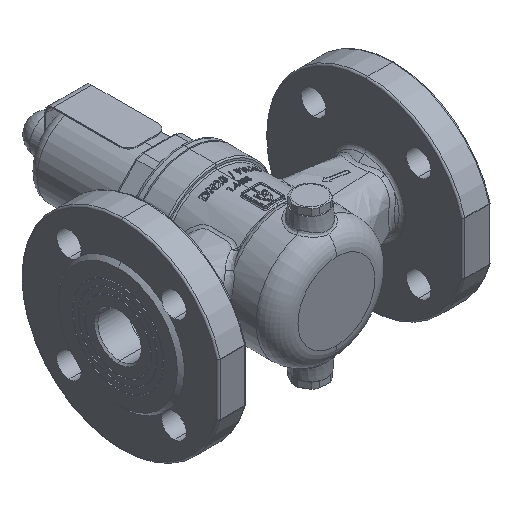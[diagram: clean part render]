
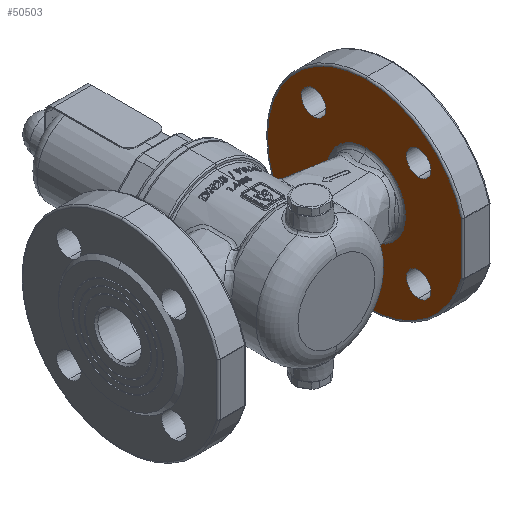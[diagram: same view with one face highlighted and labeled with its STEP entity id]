
A CAD part, isometric view. The second image highlights one B-rep face of the part: STEP entity #50503.
In plain terms, the highlighted planar face has unit normal (-1, 0, 0).
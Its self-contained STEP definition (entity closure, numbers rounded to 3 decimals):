
#4357 = EDGE_CURVE ( 'NONE', #11178, #11172, #55340, .T. ) ;
#4370 = EDGE_CURVE ( 'NONE', #10620, #11142, #55147, .T. ) ;
#4562 = EDGE_CURVE ( 'NONE', #11154, #11150, #55367, .T. ) ;
#4567 = EDGE_CURVE ( 'NONE', #11156, #11180, #55148, .T. ) ;
#4594 = EDGE_CURVE ( 'NONE', #10578, #10670, #55165, .T. ) ;
#8766 = EDGE_LOOP ( 'NONE', ( #11866, #11867, #11868, #11869 ) ) ;
#8853 = EDGE_LOOP ( 'NONE', ( #11877, #11876 ) ) ;
#8902 = EDGE_LOOP ( 'NONE', ( #11874, #11890 ) ) ;
#10578 = VERTEX_POINT ( 'NONE', #39819 ) ;
#10620 = VERTEX_POINT ( 'NONE', #39840 ) ;
#10670 = VERTEX_POINT ( 'NONE', #39865 ) ;
#10686 = VERTEX_POINT ( 'NONE', #39873 ) ;
#11020 = VERTEX_POINT ( 'NONE', #40040 ) ;
#11142 = VERTEX_POINT ( 'NONE', #40101 ) ;
#11150 = VERTEX_POINT ( 'NONE', #40105 ) ;
#11154 = VERTEX_POINT ( 'NONE', #40107 ) ;
#11156 = VERTEX_POINT ( 'NONE', #40108 ) ;
#11172 = VERTEX_POINT ( 'NONE', #40116 ) ;
#11178 = VERTEX_POINT ( 'NONE', #40119 ) ;
#11180 = VERTEX_POINT ( 'NONE', #40120 ) ;
#11232 = VERTEX_POINT ( 'NONE', #40146 ) ;
#11866 = ORIENTED_EDGE ( 'NONE', *, *, #59550, .T. ) ;
#11867 = ORIENTED_EDGE ( 'NONE', *, *, #59557, .T. ) ;
#11868 = ORIENTED_EDGE ( 'NONE', *, *, #40933, .T. ) ;
#11869 = ORIENTED_EDGE ( 'NONE', *, *, #44466, .T. ) ;
#11873 = ORIENTED_EDGE ( 'NONE', *, *, #4370, .F. ) ;
#11874 = ORIENTED_EDGE ( 'NONE', *, *, #4567, .F. ) ;
#11876 = ORIENTED_EDGE ( 'NONE', *, *, #40937, .F. ) ;
#11877 = ORIENTED_EDGE ( 'NONE', *, *, #4562, .F. ) ;
#11882 = ORIENTED_EDGE ( 'NONE', *, *, #44459, .F. ) ;
#11888 = ORIENTED_EDGE ( 'NONE', *, *, #40959, .F. ) ;
#11890 = ORIENTED_EDGE ( 'NONE', *, *, #44457, .F. ) ;
#11894 = ORIENTED_EDGE ( 'NONE', *, *, #4357, .F. ) ;
#11981 = ORIENTED_EDGE ( 'NONE', *, *, #4594, .T. ) ;
#12154 = ORIENTED_EDGE ( 'NONE', *, *, #44462, .T. ) ;
#12587 = CARTESIAN_POINT ( 'NONE',  ( 62., -54.5, -14.9 ) ) ;
#31100 = CARTESIAN_POINT ( 'NONE',  ( 62., 0., 0. ) ) ;
#31101 = DIRECTION ( 'NONE',  ( -1., 0., 0. ) ) ;
#31102 = DIRECTION ( 'NONE',  ( 0., 0., 1. ) ) ;
#31122 = CARTESIAN_POINT ( 'NONE',  ( 62., 0., 0. ) ) ;
#31123 = DIRECTION ( 'NONE',  ( -1., 0., 0. ) ) ;
#31124 = DIRECTION ( 'NONE',  ( 0., 0., 1. ) ) ;
#31801 = CIRCLE ( 'NONE', #31802, 56.5 ) ;
#31802 = AXIS2_PLACEMENT_3D ( 'NONE', #31100, #31101, #31102 ) ;
#31814 = CIRCLE ( 'NONE', #31817, 56.5 ) ;
#31817 = AXIS2_PLACEMENT_3D ( 'NONE', #31122, #31123, #31124 ) ;
#38915 = CARTESIAN_POINT ( 'NONE',  ( 62., -30.052, -30.052 ) ) ;
#38916 = DIRECTION ( 'NONE',  ( -1., 0., 0. ) ) ;
#38917 = DIRECTION ( 'NONE',  ( 0., 0., -1. ) ) ;
#39140 = CARTESIAN_POINT ( 'NONE',  ( 62., 0., 0. ) ) ;
#39141 = DIRECTION ( 'NONE',  ( 1., 0., 0. ) ) ;
#39142 = DIRECTION ( 'NONE',  ( 0., 0., -1. ) ) ;
#39819 = CARTESIAN_POINT ( 'NONE',  ( 62., 0., 22.5 ) ) ;
#39840 = CARTESIAN_POINT ( 'NONE',  ( 62., 30.052, 23.052 ) ) ;
#39865 = CARTESIAN_POINT ( 'NONE',  ( 62., 0., -22.5 ) ) ;
#39873 = CARTESIAN_POINT ( 'NONE',  ( 62., 0., -56.5 ) ) ;
#40040 = CARTESIAN_POINT ( 'NONE',  ( 62., 0., 56.5 ) ) ;
#40101 = CARTESIAN_POINT ( 'NONE',  ( 62., 30.052, 37.052 ) ) ;
#40105 = CARTESIAN_POINT ( 'NONE',  ( 62., -30.052, 37.052 ) ) ;
#40107 = CARTESIAN_POINT ( 'NONE',  ( 62., -30.052, 23.052 ) ) ;
#40108 = CARTESIAN_POINT ( 'NONE',  ( 62., -30.052, -37.052 ) ) ;
#40116 = CARTESIAN_POINT ( 'NONE',  ( 62., 30.052, -23.052 ) ) ;
#40119 = CARTESIAN_POINT ( 'NONE',  ( 62., 30.052, -37.052 ) ) ;
#40120 = CARTESIAN_POINT ( 'NONE',  ( 62., -30.052, -23.052 ) ) ;
#40146 = CARTESIAN_POINT ( 'NONE',  ( 62., -54.5, 14.9 ) ) ;
#40717 = CIRCLE ( 'NONE', #40722, 7. ) ;
#40718 = CIRCLE ( 'NONE', #40720, 7. ) ;
#40719 = VECTOR ( 'NONE', #81152, 1000. ) ;
#40720 = AXIS2_PLACEMENT_3D ( 'NONE', #81118, #81120, #81122 ) ;
#40721 = CIRCLE ( 'NONE', #40724, 22.5 ) ;
#40722 = AXIS2_PLACEMENT_3D ( 'NONE', #81127, #81129, #81131 ) ;
#40724 = AXIS2_PLACEMENT_3D ( 'NONE', #81136, #81138, #81140 ) ;
#40933 = EDGE_CURVE ( 'NONE', #10686, #47564, #67915, .T. ) ;
#40937 = EDGE_CURVE ( 'NONE', #11150, #11154, #68516, .T. ) ;
#40959 = EDGE_CURVE ( 'NONE', #11142, #10620, #67935, .T. ) ;
#44457 = EDGE_CURVE ( 'NONE', #11180, #11156, #40718, .T. ) ;
#44459 = EDGE_CURVE ( 'NONE', #11172, #11178, #40717, .T. ) ;
#44462 = EDGE_CURVE ( 'NONE', #10670, #10578, #40721, .T. ) ;
#44466 = EDGE_CURVE ( 'NONE', #47564, #11232, #81143, .T. ) ;
#44474 = EDGE_LOOP ( 'NONE', ( #11873, #11888 ) ) ;
#47564 = VERTEX_POINT ( 'NONE', #12587 ) ;
#50503 = ADVANCED_FACE ( 'NONE', ( #71840, #71842, #71844, #71846, #71839, #71841 ), #71843, .F. ) ;
#52165 = CARTESIAN_POINT ( 'NONE',  ( 62., 0., 0. ) ) ;
#52166 = DIRECTION ( 'NONE',  ( -1., 0., 0. ) ) ;
#52167 = DIRECTION ( 'NONE',  ( 0., 0., 1. ) ) ;
#52177 = CARTESIAN_POINT ( 'NONE',  ( 62., -30.052, 30.052 ) ) ;
#52178 = DIRECTION ( 'NONE',  ( -1., 0., 0. ) ) ;
#52179 = DIRECTION ( 'NONE',  ( 0., 0., -1. ) ) ;
#52357 = CARTESIAN_POINT ( 'NONE',  ( 62., 30.052, 30.052 ) ) ;
#52359 = DIRECTION ( 'NONE',  ( -1., 0., 0. ) ) ;
#52361 = DIRECTION ( 'NONE',  ( 0., 0., -1. ) ) ;
#55077 = AXIS2_PLACEMENT_3D ( 'NONE', #60349, #60350, #60351 ) ;
#55147 = CIRCLE ( 'NONE', #55077, 7. ) ;
#55148 = CIRCLE ( 'NONE', #55222, 7. ) ;
#55157 = AXIS2_PLACEMENT_3D ( 'NONE', #60962, #60963, #60964 ) ;
#55165 = CIRCLE ( 'NONE', #55319, 22.5 ) ;
#55222 = AXIS2_PLACEMENT_3D ( 'NONE', #38915, #38916, #38917 ) ;
#55223 = AXIS2_PLACEMENT_3D ( 'NONE', #60324, #60325, #60326 ) ;
#55319 = AXIS2_PLACEMENT_3D ( 'NONE', #39140, #39141, #39142 ) ;
#55340 = CIRCLE ( 'NONE', #55223, 7. ) ;
#55367 = CIRCLE ( 'NONE', #55157, 7. ) ;
#59550 = EDGE_CURVE ( 'NONE', #11232, #11020, #31801, .T. ) ;
#59557 = EDGE_CURVE ( 'NONE', #11020, #10686, #31814, .T. ) ;
#60324 = CARTESIAN_POINT ( 'NONE',  ( 62., 30.052, -30.052 ) ) ;
#60325 = DIRECTION ( 'NONE',  ( -1., 0., 0. ) ) ;
#60326 = DIRECTION ( 'NONE',  ( 0., 0., -1. ) ) ;
#60349 = CARTESIAN_POINT ( 'NONE',  ( 62., 30.052, 30.052 ) ) ;
#60350 = DIRECTION ( 'NONE',  ( -1., 0., 0. ) ) ;
#60351 = DIRECTION ( 'NONE',  ( 0., 0., -1. ) ) ;
#60962 = CARTESIAN_POINT ( 'NONE',  ( 62., -30.052, 30.052 ) ) ;
#60963 = DIRECTION ( 'NONE',  ( -1., 0., 0. ) ) ;
#60964 = DIRECTION ( 'NONE',  ( 0., 0., -1. ) ) ;
#63848 = EDGE_LOOP ( 'NONE', ( #11894, #11882 ) ) ;
#67908 = AXIS2_PLACEMENT_3D ( 'NONE', #52357, #52359, #52361 ) ;
#67915 = CIRCLE ( 'NONE', #68358, 56.5 ) ;
#67935 = CIRCLE ( 'NONE', #67908, 7. ) ;
#68068 = AXIS2_PLACEMENT_3D ( 'NONE', #52177, #52178, #52179 ) ;
#68358 = AXIS2_PLACEMENT_3D ( 'NONE', #52165, #52166, #52167 ) ;
#68516 = CIRCLE ( 'NONE', #68068, 7. ) ;
#71218 = EDGE_LOOP ( 'NONE', ( #12154, #11981 ) ) ;
#71839 = FACE_BOUND ( 'NONE', #71218, .T. ) ;
#71840 = FACE_BOUND ( 'NONE', #44474, .T. ) ;
#71841 = FACE_OUTER_BOUND ( 'NONE', #8766, .T. ) ;
#71842 = FACE_BOUND ( 'NONE', #8853, .T. ) ;
#71843 = PLANE ( 'NONE',  #72886 ) ;
#71844 = FACE_BOUND ( 'NONE', #8902, .T. ) ;
#71846 = FACE_BOUND ( 'NONE', #63848, .T. ) ;
#71856 = CARTESIAN_POINT ( 'NONE',  ( 62., 56.5, 0. ) ) ;
#71857 = DIRECTION ( 'NONE',  ( 1., 0., 0. ) ) ;
#71858 = DIRECTION ( 'NONE',  ( 0., 0., -1. ) ) ;
#72886 = AXIS2_PLACEMENT_3D ( 'NONE', #71856, #71857, #71858 ) ;
#81118 = CARTESIAN_POINT ( 'NONE',  ( 62., -30.052, -30.052 ) ) ;
#81120 = DIRECTION ( 'NONE',  ( -1., 0., 0. ) ) ;
#81122 = DIRECTION ( 'NONE',  ( 0., 0., -1. ) ) ;
#81127 = CARTESIAN_POINT ( 'NONE',  ( 62., 30.052, -30.052 ) ) ;
#81129 = DIRECTION ( 'NONE',  ( -1., 0., 0. ) ) ;
#81131 = DIRECTION ( 'NONE',  ( 0., 0., -1. ) ) ;
#81133 = CARTESIAN_POINT ( 'NONE',  ( 62., -54.5, 0. ) ) ;
#81136 = CARTESIAN_POINT ( 'NONE',  ( 62., 0., 0. ) ) ;
#81138 = DIRECTION ( 'NONE',  ( 1., 0., 0. ) ) ;
#81140 = DIRECTION ( 'NONE',  ( 0., 0., -1. ) ) ;
#81143 = LINE ( 'NONE', #81133, #40719 ) ;
#81152 = DIRECTION ( 'NONE',  ( 0., 0., 1. ) ) ;
